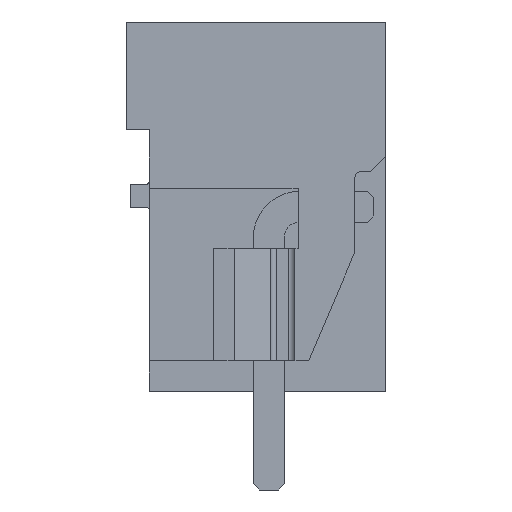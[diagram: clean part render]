
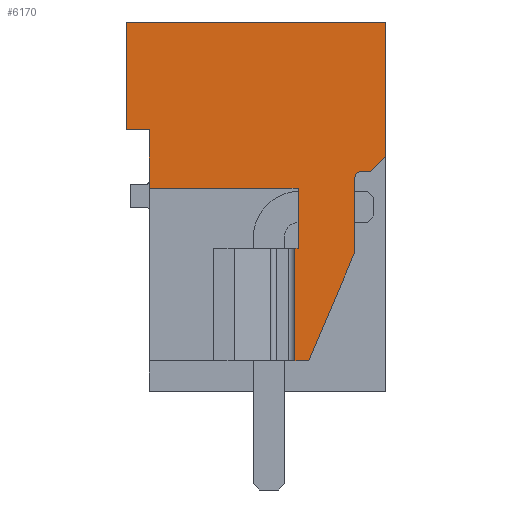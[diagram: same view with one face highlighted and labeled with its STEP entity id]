
A CAD part, left-side view. The second image highlights one B-rep face of the part: STEP entity #6170.
In plain terms, the highlighted planar face has unit normal (-1, 0, 0).
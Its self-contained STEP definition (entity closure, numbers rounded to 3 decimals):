
#6083=AXIS2_PLACEMENT_3D('Plane Axis2P3D',#6080,#6081,#6082) ;
#6136=AXIS2_PLACEMENT_3D('Circle Axis2P3D',#6134,#6135,$) ;
#63=CARTESIAN_POINT('Vertex',(0.,0.,15.2)) ;
#66=CARTESIAN_POINT('Line Origine',(0.,0.,13.023)) ;
#70=CARTESIAN_POINT('Vertex',(0.,0.,10.846)) ;
#147=CARTESIAN_POINT('Vertex',(0.,8.43,15.2)) ;
#150=CARTESIAN_POINT('Line Origine',(0.,4.215,15.2)) ;
#1151=CARTESIAN_POINT('Vertex',(0.,8.43,11.7)) ;
#1154=CARTESIAN_POINT('Line Origine',(0.,8.43,13.45)) ;
#1622=CARTESIAN_POINT('Vertex',(0.,7.68,9.8)) ;
#1625=CARTESIAN_POINT('Line Origine',(0.,7.68,10.75)) ;
#1629=CARTESIAN_POINT('Vertex',(0.,7.68,11.7)) ;
#6028=CARTESIAN_POINT('Line Origine',(0.,8.055,11.7)) ;
#6080=CARTESIAN_POINT('Axis2P3D Location',(0.,0.,0.)) ;
#6085=CARTESIAN_POINT('Line Origine',(0.,5.265,9.8)) ;
#6089=CARTESIAN_POINT('Vertex',(0.,2.85,9.8)) ;
#6092=CARTESIAN_POINT('Line Origine',(0.,2.85,8.825)) ;
#6096=CARTESIAN_POINT('Vertex',(0.,2.85,7.85)) ;
#6099=CARTESIAN_POINT('Line Origine',(0.,2.9,7.85)) ;
#6103=CARTESIAN_POINT('Vertex',(0.,2.95,7.85)) ;
#6106=CARTESIAN_POINT('Line Origine',(0.,2.95,6.025)) ;
#6110=CARTESIAN_POINT('Vertex',(0.,2.95,4.2)) ;
#6113=CARTESIAN_POINT('Line Origine',(0.,2.725,4.2)) ;
#6117=CARTESIAN_POINT('Vertex',(0.,2.5,4.2)) ;
#6120=CARTESIAN_POINT('Line Origine',(0.,1.75,5.968)) ;
#6124=CARTESIAN_POINT('Vertex',(0.,1.,7.736)) ;
#6127=CARTESIAN_POINT('Line Origine',(0.,1.,8.941)) ;
#6131=CARTESIAN_POINT('Vertex',(0.,1.,10.146)) ;
#6134=CARTESIAN_POINT('Axis2P3D Location',(0.,0.8,10.146)) ;
#6138=CARTESIAN_POINT('Vertex',(0.,0.8,10.346)) ;
#6141=CARTESIAN_POINT('Line Origine',(0.,0.65,10.346)) ;
#6145=CARTESIAN_POINT('Vertex',(0.,0.5,10.346)) ;
#6148=CARTESIAN_POINT('Line Origine',(0.,0.25,10.596)) ;
#67=DIRECTION('Vector Direction',(0.,0.,-1.)) ;
#151=DIRECTION('Vector Direction',(0.,-1.,0.)) ;
#1155=DIRECTION('Vector Direction',(0.,0.,-1.)) ;
#1626=DIRECTION('Vector Direction',(0.,0.,-1.)) ;
#6029=DIRECTION('Vector Direction',(0.,-1.,0.)) ;
#6081=DIRECTION('Axis2P3D Direction',(-1.,0.,0.)) ;
#6082=DIRECTION('Axis2P3D XDirection',(0.,0.,1.)) ;
#6086=DIRECTION('Vector Direction',(0.,1.,0.)) ;
#6093=DIRECTION('Vector Direction',(0.,0.,-1.)) ;
#6100=DIRECTION('Vector Direction',(0.,-1.,0.)) ;
#6107=DIRECTION('Vector Direction',(0.,0.,1.)) ;
#6114=DIRECTION('Vector Direction',(0.,-1.,0.)) ;
#6121=DIRECTION('Vector Direction',(0.,-0.391,0.921)) ;
#6128=DIRECTION('Vector Direction',(0.,0.,1.)) ;
#6135=DIRECTION('Axis2P3D Direction',(-1.,0.,0.)) ;
#6142=DIRECTION('Vector Direction',(0.,-1.,0.)) ;
#6149=DIRECTION('Vector Direction',(0.,-0.707,0.707)) ;
#68=VECTOR('Line Direction',#67,1.) ;
#152=VECTOR('Line Direction',#151,1.) ;
#1156=VECTOR('Line Direction',#1155,1.) ;
#1627=VECTOR('Line Direction',#1626,1.) ;
#6030=VECTOR('Line Direction',#6029,1.) ;
#6087=VECTOR('Line Direction',#6086,1.) ;
#6094=VECTOR('Line Direction',#6093,1.) ;
#6101=VECTOR('Line Direction',#6100,1.) ;
#6108=VECTOR('Line Direction',#6107,1.) ;
#6115=VECTOR('Line Direction',#6114,1.) ;
#6122=VECTOR('Line Direction',#6121,1.) ;
#6129=VECTOR('Line Direction',#6128,1.) ;
#6143=VECTOR('Line Direction',#6142,1.) ;
#6150=VECTOR('Line Direction',#6149,1.) ;
#6154=ORIENTED_EDGE('',*,*,#72,.T.) ;
#6155=ORIENTED_EDGE('',*,*,#154,.T.) ;
#6156=ORIENTED_EDGE('',*,*,#1158,.T.) ;
#6157=ORIENTED_EDGE('',*,*,#6032,.T.) ;
#6158=ORIENTED_EDGE('',*,*,#1631,.T.) ;
#6159=ORIENTED_EDGE('',*,*,#6091,.F.) ;
#6160=ORIENTED_EDGE('',*,*,#6098,.F.) ;
#6161=ORIENTED_EDGE('',*,*,#6105,.F.) ;
#6162=ORIENTED_EDGE('',*,*,#6112,.F.) ;
#6163=ORIENTED_EDGE('',*,*,#6119,.F.) ;
#6164=ORIENTED_EDGE('',*,*,#6126,.F.) ;
#6165=ORIENTED_EDGE('',*,*,#6133,.F.) ;
#6166=ORIENTED_EDGE('',*,*,#6140,.F.) ;
#6167=ORIENTED_EDGE('',*,*,#6147,.F.) ;
#6168=ORIENTED_EDGE('',*,*,#6152,.F.) ;
#6170=ADVANCED_FACE('HOUSING',(#6169),#6084,.T.) ;
#6137=CIRCLE('generated circle',#6136,0.2) ;
#72=EDGE_CURVE('',#71,#64,#69,.F.) ;
#154=EDGE_CURVE('',#64,#148,#153,.F.) ;
#1158=EDGE_CURVE('',#148,#1152,#1157,.T.) ;
#1631=EDGE_CURVE('',#1630,#1623,#1628,.T.) ;
#6032=EDGE_CURVE('',#1152,#1630,#6031,.T.) ;
#6091=EDGE_CURVE('',#6090,#1623,#6088,.T.) ;
#6098=EDGE_CURVE('',#6097,#6090,#6095,.F.) ;
#6105=EDGE_CURVE('',#6104,#6097,#6102,.T.) ;
#6112=EDGE_CURVE('',#6111,#6104,#6109,.T.) ;
#6119=EDGE_CURVE('',#6118,#6111,#6116,.F.) ;
#6126=EDGE_CURVE('',#6125,#6118,#6123,.F.) ;
#6133=EDGE_CURVE('',#6132,#6125,#6130,.F.) ;
#6140=EDGE_CURVE('',#6139,#6132,#6137,.T.) ;
#6147=EDGE_CURVE('',#6146,#6139,#6144,.F.) ;
#6152=EDGE_CURVE('',#71,#6146,#6151,.F.) ;
#6153=EDGE_LOOP('',(#6154,#6155,#6156,#6157,#6158,#6159,#6160,#6161,#6162,#6163,#6164,#6165,#6166,#6167,#6168)) ;
#6169=FACE_OUTER_BOUND('',#6153,.T.) ;
#69=LINE('Line',#66,#68) ;
#153=LINE('Line',#150,#152) ;
#1157=LINE('Line',#1154,#1156) ;
#1628=LINE('Line',#1625,#1627) ;
#6031=LINE('Line',#6028,#6030) ;
#6088=LINE('Line',#6085,#6087) ;
#6095=LINE('Line',#6092,#6094) ;
#6102=LINE('Line',#6099,#6101) ;
#6109=LINE('Line',#6106,#6108) ;
#6116=LINE('Line',#6113,#6115) ;
#6123=LINE('Line',#6120,#6122) ;
#6130=LINE('Line',#6127,#6129) ;
#6144=LINE('Line',#6141,#6143) ;
#6151=LINE('Line',#6148,#6150) ;
#6084=PLANE('',#6083) ;
#64=VERTEX_POINT('',#63) ;
#71=VERTEX_POINT('',#70) ;
#148=VERTEX_POINT('',#147) ;
#1152=VERTEX_POINT('',#1151) ;
#1623=VERTEX_POINT('',#1622) ;
#1630=VERTEX_POINT('',#1629) ;
#6090=VERTEX_POINT('',#6089) ;
#6097=VERTEX_POINT('',#6096) ;
#6104=VERTEX_POINT('',#6103) ;
#6111=VERTEX_POINT('',#6110) ;
#6118=VERTEX_POINT('',#6117) ;
#6125=VERTEX_POINT('',#6124) ;
#6132=VERTEX_POINT('',#6131) ;
#6139=VERTEX_POINT('',#6138) ;
#6146=VERTEX_POINT('',#6145) ;
